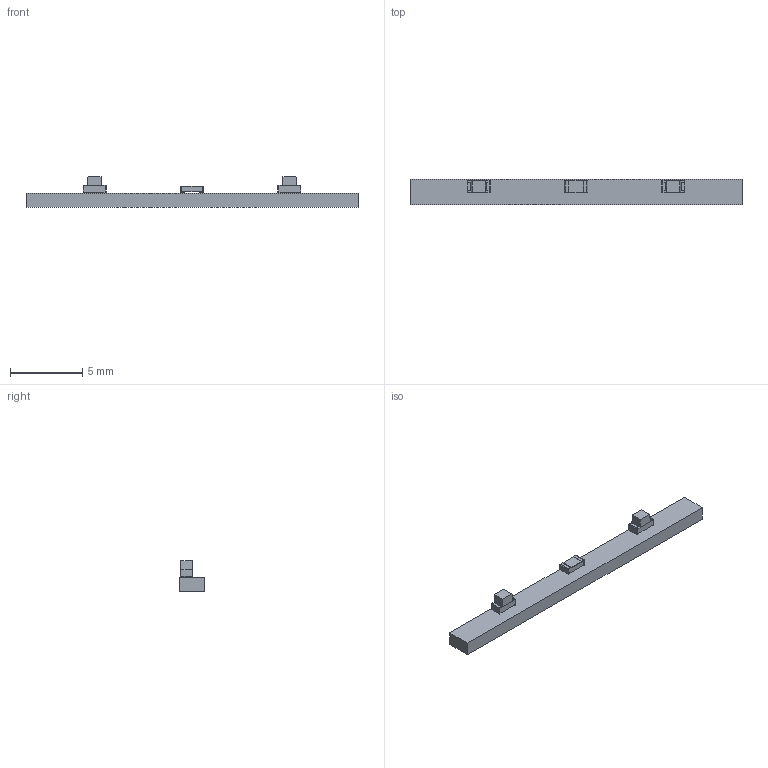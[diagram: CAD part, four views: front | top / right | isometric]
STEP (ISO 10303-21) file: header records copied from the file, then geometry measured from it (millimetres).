
FILE_DESCRIPTION(('KiCad electronic assembly'),'2;1');
FILE_NAME('Frontlight.step','2024-08-16T22:01:27',('Pcbnew'),('Kicad'), 'Open CASCADE STEP processor 7.6','KiCad to STEP converter','Unknown' );
FILE_SCHEMA(('AUTOMOTIVE_DESIGN { 1 0 10303 214 1 1 1 1 }'));
Length unit declared in the file: millimetre
Products named in the file (6): Frontlight 1; LED_0603_1608Metric; SOLID; R_0603_1608Metric; PCB
Assembly tree (6 placements, depth 3):
  Frontlight 1
    LED_0603_1608Metric  x2
      SOLID
    R_0603_1608Metric
      SOLID
    PCB
Bounding box: 23 x 1.75 x 2.13 mm (x, y, z)
Volume: 42.1 mm3; surface area: 147.8 mm2
Topology: 4 solids, 4 shells, 132 faces, 346 edges, 224 vertices
Faces by surface type: plane 108, cylinder 24
Entity records: 5952 total; most frequent: CARTESIAN_POINT 962, DIRECTION 833, LINE 575, VECTOR 575, ORIENTED_EDGE 426, PCURVE 426, DEFINITIONAL_REPRESENTATION 426, EDGE_CURVE 213
